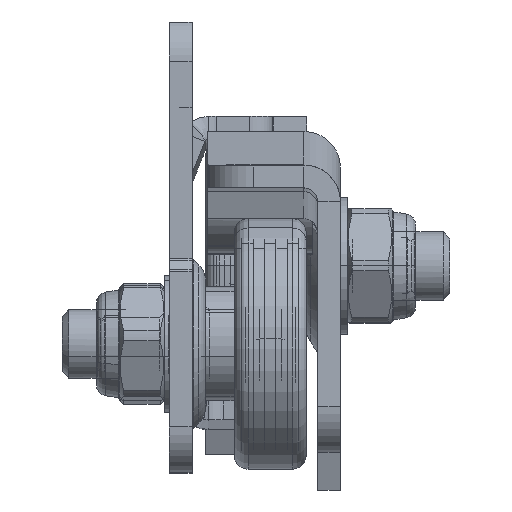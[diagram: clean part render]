
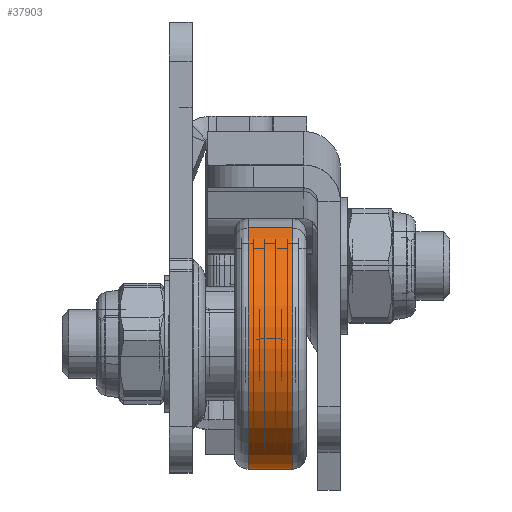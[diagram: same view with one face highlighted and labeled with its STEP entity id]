
A CAD part, top view. The second image highlights one B-rep face of the part: STEP entity #37903.
In plain terms, the highlighted cylindrical face has radius 11 mm (diameter 22 mm), a partial arc.
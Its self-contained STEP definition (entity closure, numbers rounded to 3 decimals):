
#1486 = EDGE_CURVE ( 'NONE', #9313, #18382, #59959, .T. ) ;
#5607 = DIRECTION ( 'NONE',  ( -1., 0., 0. ) ) ;
#7935 = ORIENTED_EDGE ( 'NONE', *, *, #19461, .T. ) ;
#8516 = EDGE_LOOP ( 'NONE', ( #20422, #7935, #9766, #54857 ) ) ;
#9313 = VERTEX_POINT ( 'NONE', #24164 ) ;
#9766 = ORIENTED_EDGE ( 'NONE', *, *, #1486, .F. ) ;
#15341 = EDGE_CURVE ( 'NONE', #30189, #9313, #56533, .T. ) ;
#15903 = VECTOR ( 'NONE', #37539, 1000. ) ;
#18382 = VERTEX_POINT ( 'NONE', #24742 ) ;
#19461 = EDGE_CURVE ( 'NONE', #43753, #18382, #55774, .T. ) ;
#20422 = ORIENTED_EDGE ( 'NONE', *, *, #61808, .T. ) ;
#22041 = DIRECTION ( 'NONE',  ( -1., 0., 0. ) ) ;
#24164 = CARTESIAN_POINT ( 'NONE',  ( 1.2, 0., 11. ) ) ;
#24742 = CARTESIAN_POINT ( 'NONE',  ( 1.2, 0., -11. ) ) ;
#25671 = CARTESIAN_POINT ( 'NONE',  ( 0., 0., 0. ) ) ;
#26462 = CIRCLE ( 'NONE', #45243, 11. ) ;
#27590 = CARTESIAN_POINT ( 'NONE',  ( 1.2, 0., 0. ) ) ;
#28448 = VECTOR ( 'NONE', #5607, 1000. ) ;
#30189 = VERTEX_POINT ( 'NONE', #47534 ) ;
#31720 = AXIS2_PLACEMENT_3D ( 'NONE', #27590, #52766, #62576 ) ;
#32302 = CARTESIAN_POINT ( 'NONE',  ( 0., 0., 11. ) ) ;
#35821 = CYLINDRICAL_SURFACE ( 'NONE', #46937, 11. ) ;
#36776 = DIRECTION ( 'NONE',  ( 0., 0., 1. ) ) ;
#37539 = DIRECTION ( 'NONE',  ( -1., 0., 0. ) ) ;
#37903 = ADVANCED_FACE ( 'NONE', ( #51771 ), #35821, .T. ) ;
#41570 = CARTESIAN_POINT ( 'NONE',  ( 5.1, 0., 0. ) ) ;
#43753 = VERTEX_POINT ( 'NONE', #55794 ) ;
#45243 = AXIS2_PLACEMENT_3D ( 'NONE', #41570, #61560, #61240 ) ;
#46937 = AXIS2_PLACEMENT_3D ( 'NONE', #25671, #22041, #36776 ) ;
#47534 = CARTESIAN_POINT ( 'NONE',  ( 5.1, 0., 11. ) ) ;
#51771 = FACE_OUTER_BOUND ( 'NONE', #8516, .T. ) ;
#52766 = DIRECTION ( 'NONE',  ( -1., 0., 0. ) ) ;
#54857 = ORIENTED_EDGE ( 'NONE', *, *, #15341, .F. ) ;
#55774 = LINE ( 'NONE', #60337, #28448 ) ;
#55794 = CARTESIAN_POINT ( 'NONE',  ( 5.1, 0., -11. ) ) ;
#56533 = LINE ( 'NONE', #32302, #15903 ) ;
#59959 = CIRCLE ( 'NONE', #31720, 11. ) ;
#60337 = CARTESIAN_POINT ( 'NONE',  ( 0., 0., -11. ) ) ;
#61240 = DIRECTION ( 'NONE',  ( 0., 0., 1. ) ) ;
#61560 = DIRECTION ( 'NONE',  ( -1., 0., 0. ) ) ;
#61808 = EDGE_CURVE ( 'NONE', #30189, #43753, #26462, .T. ) ;
#62576 = DIRECTION ( 'NONE',  ( 0., 0., 1. ) ) ;
